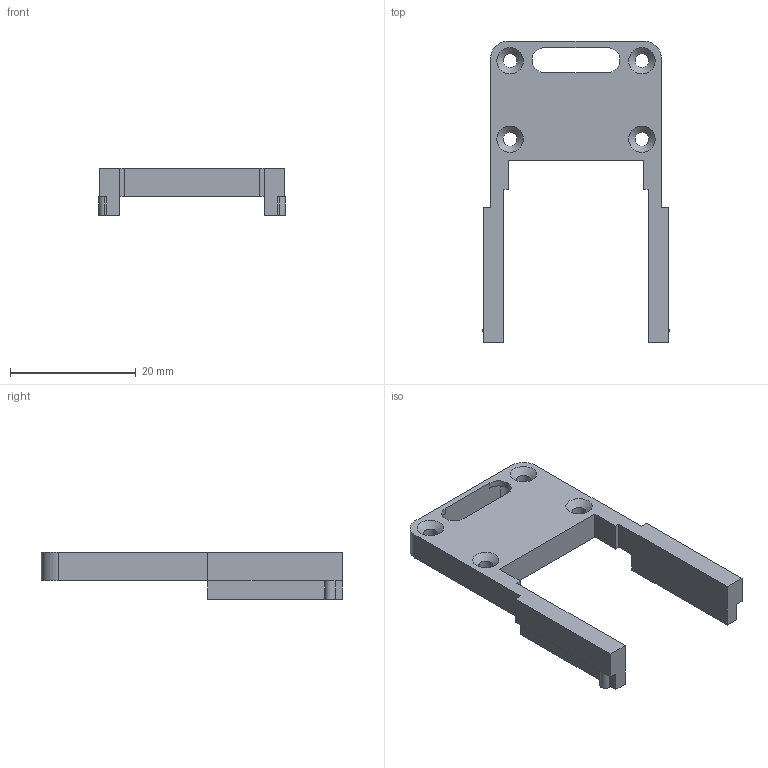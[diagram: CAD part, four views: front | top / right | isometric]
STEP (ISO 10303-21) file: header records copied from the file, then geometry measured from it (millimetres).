
FILE_DESCRIPTION(('FreeCAD Model'),'2;1');
FILE_NAME('cam_bot2.step', '2019-04-08T00:01:11',('Anool'),('Wyolum'), 'Open CASCADE STEP processor 7.3','FreeCAD','Unknown');
FILE_SCHEMA(('AUTOMOTIVE_DESIGN { 1 0 10303 214 1 1 1 1 }'));
Length unit declared in the file: millimetre
Products named in the file (1): cam_bot
Bounding box: 29.68 x 48 x 7.5 mm (x, y, z)
Volume: 2012.9 mm3; surface area: 2914.8 mm2
Topology: 1 solids, 1 shells, 68 faces, 184 edges, 118 vertices
Faces by surface type: plane 42, cylinder 22, cone 4
Full cylindrical faces by diameter (mm): 2.2 x4
Entity records: 2165 total; most frequent: CARTESIAN_POINT 375, DIRECTION 370, ORIENTED_EDGE 368, EDGE_CURVE 184, LINE 128, VECTOR 128, AXIS2_PLACEMENT_3D 121, VERTEX_POINT 118
